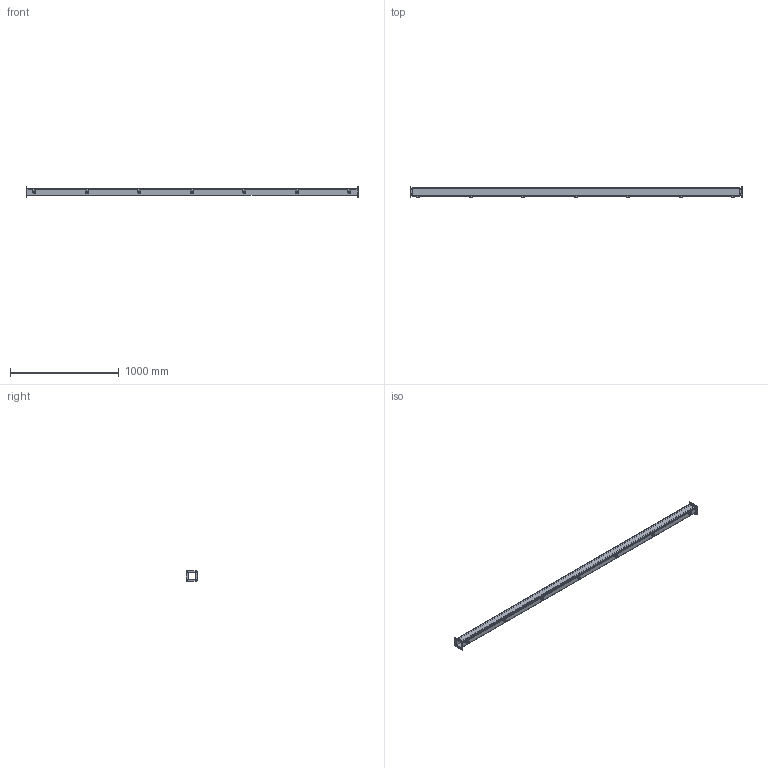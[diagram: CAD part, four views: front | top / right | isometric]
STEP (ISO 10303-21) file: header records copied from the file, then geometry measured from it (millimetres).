
FILE_DESCRIPTION (( 'STEP AP203' ), '1' );
FILE_NAME ('1487B120.step', '2024-04-25T14:25:51', ( '' ), ( '' ), 'SwSTEP 2.0', 'SolidWorks 2023', '' );
FILE_SCHEMA (( 'CONFIG_CONTROL_DESIGN' ));
Length unit declared in the file: inch
Products named in the file (1): 1487B120
Bounding box: 3051.18 x 101.73 x 98.45 mm (x, y, z)
Volume: 1851321.3 mm3; surface area: 2036257 mm2
Topology: 49 solids, 49 shells, 1096 faces, 2847 edges, 1856 vertices
Faces by surface type: plane 607, cylinder 356, bspline 91, cone 42
Entity records: 37608 total; most frequent: CARTESIAN_POINT 10805, ORIENTED_EDGE 5638, DIRECTION 5424, EDGE_CURVE 2819, VERTEX_POINT 1856, AXIS2_PLACEMENT_3D 1823, LINE 1778, VECTOR 1778
